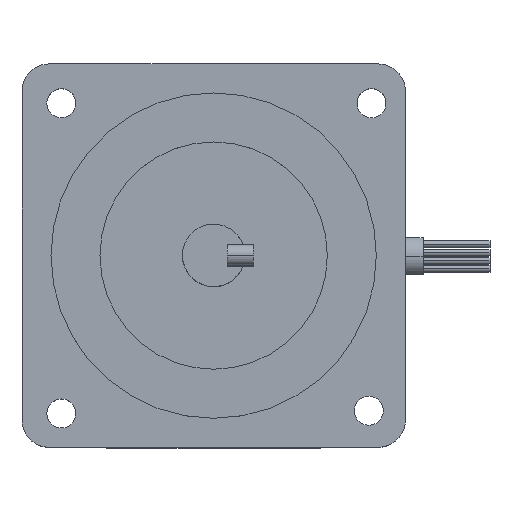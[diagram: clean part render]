
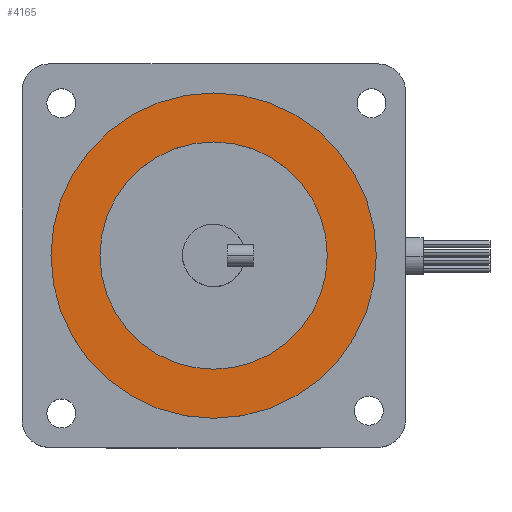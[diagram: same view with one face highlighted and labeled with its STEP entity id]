
A CAD part, top view. The second image highlights one B-rep face of the part: STEP entity #4165.
In plain terms, the highlighted planar face has unit normal (0, 0, 1).
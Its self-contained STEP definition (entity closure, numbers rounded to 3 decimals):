
#133 = CIRCLE ( 'NONE', #3431, 25.5 ) ;
#216 = DIRECTION ( 'NONE',  ( 0., 0., 1. ) ) ;
#270 = DIRECTION ( 'NONE',  ( 0., 0., 1. ) ) ;
#374 = VERTEX_POINT ( 'NONE', #1643 ) ;
#420 = CIRCLE ( 'NONE', #1340, 36.5 ) ;
#431 = DIRECTION ( 'NONE',  ( 1., 0., 0. ) ) ;
#853 = ORIENTED_EDGE ( 'NONE', *, *, #1369, .T. ) ;
#946 = DIRECTION ( 'NONE',  ( 0., 0., 1. ) ) ;
#1082 = DIRECTION ( 'NONE',  ( 1., 0., 0. ) ) ;
#1141 = DIRECTION ( 'NONE',  ( 0., 0., 1. ) ) ;
#1187 = VERTEX_POINT ( 'NONE', #3020 ) ;
#1245 = AXIS2_PLACEMENT_3D ( 'NONE', #3503, #216, #1665 ) ;
#1305 = EDGE_LOOP ( 'NONE', ( #853, #2537 ) ) ;
#1340 = AXIS2_PLACEMENT_3D ( 'NONE', #1385, #270, #1082 ) ;
#1369 = EDGE_CURVE ( 'NONE', #1187, #374, #4726, .T. ) ;
#1385 = CARTESIAN_POINT ( 'NONE',  ( 0., 0., 99.6 ) ) ;
#1514 = CARTESIAN_POINT ( 'NONE',  ( -25.5, 0., 99.6 ) ) ;
#1604 = FACE_OUTER_BOUND ( 'NONE', #1305, .T. ) ;
#1643 = CARTESIAN_POINT ( 'NONE',  ( 36.5, 0., 99.6 ) ) ;
#1658 = ORIENTED_EDGE ( 'NONE', *, *, #1805, .F. ) ;
#1665 = DIRECTION ( 'NONE',  ( 1., 0., 0. ) ) ;
#1805 = EDGE_CURVE ( 'NONE', #2916, #1915, #4649, .T. ) ;
#1820 = AXIS2_PLACEMENT_3D ( 'NONE', #3386, #3740, #3411 ) ;
#1915 = VERTEX_POINT ( 'NONE', #3315 ) ;
#2107 = EDGE_CURVE ( 'NONE', #1915, #2916, #133, .T. ) ;
#2537 = ORIENTED_EDGE ( 'NONE', *, *, #2551, .T. ) ;
#2551 = EDGE_CURVE ( 'NONE', #374, #1187, #420, .T. ) ;
#2631 = ORIENTED_EDGE ( 'NONE', *, *, #2107, .F. ) ;
#2647 = AXIS2_PLACEMENT_3D ( 'NONE', #3167, #946, #4543 ) ;
#2693 = PLANE ( 'NONE',  #1820 ) ;
#2916 = VERTEX_POINT ( 'NONE', #1514 ) ;
#3020 = CARTESIAN_POINT ( 'NONE',  ( -36.5, 0., 99.6 ) ) ;
#3129 = EDGE_LOOP ( 'NONE', ( #2631, #1658 ) ) ;
#3167 = CARTESIAN_POINT ( 'NONE',  ( 0., 0., 99.6 ) ) ;
#3315 = CARTESIAN_POINT ( 'NONE',  ( 25.5, 0., 99.6 ) ) ;
#3386 = CARTESIAN_POINT ( 'NONE',  ( 0., 0., 99.6 ) ) ;
#3411 = DIRECTION ( 'NONE',  ( 1., 0., 0. ) ) ;
#3431 = AXIS2_PLACEMENT_3D ( 'NONE', #3725, #1141, #431 ) ;
#3503 = CARTESIAN_POINT ( 'NONE',  ( 0., 0., 99.6 ) ) ;
#3725 = CARTESIAN_POINT ( 'NONE',  ( 0., 0., 99.6 ) ) ;
#3740 = DIRECTION ( 'NONE',  ( 0., 0., 1. ) ) ;
#4165 = ADVANCED_FACE ( 'NONE', ( #4469, #1604 ), #2693, .T. ) ;
#4469 = FACE_BOUND ( 'NONE', #3129, .T. ) ;
#4543 = DIRECTION ( 'NONE',  ( 1., 0., 0. ) ) ;
#4649 = CIRCLE ( 'NONE', #1245, 25.5 ) ;
#4726 = CIRCLE ( 'NONE', #2647, 36.5 ) ;
